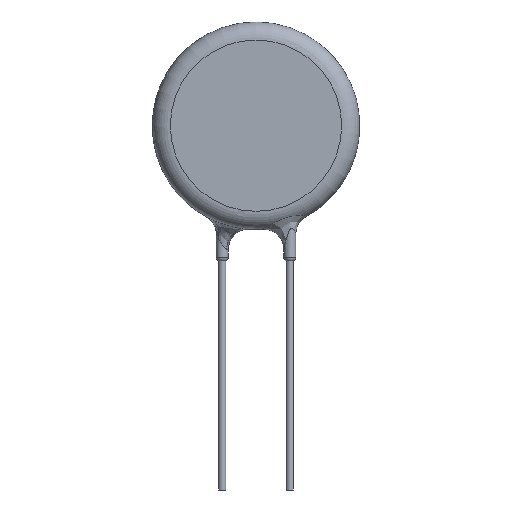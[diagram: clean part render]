
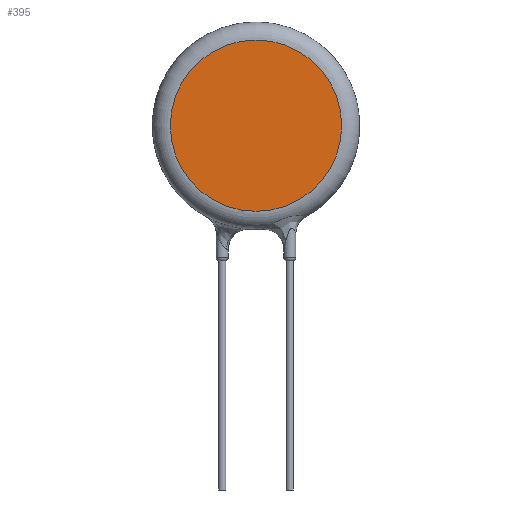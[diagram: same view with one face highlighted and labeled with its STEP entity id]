
A CAD part, front view. The second image highlights one B-rep face of the part: STEP entity #395.
In plain terms, the highlighted planar face has unit normal (0, -1, 0).
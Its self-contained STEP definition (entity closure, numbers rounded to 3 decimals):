
#395=ADVANCED_FACE('',(#396),#407,.F.);
#396=FACE_BOUND('',#397,.T.);
#397=EDGE_LOOP('',(#398));
#398=ORIENTED_EDGE('',*,*,#399,.T.);
#399=EDGE_CURVE('',#400,#400,#402,.F.);
#400=VERTEX_POINT('',#401);
#401=CARTESIAN_POINT('',(0.0,-2.8,49.9));
#402=CIRCLE('',#403,9.5);
#403=AXIS2_PLACEMENT_3D('',#404,#405,#406);
#404=CARTESIAN_POINT('',(0.0,-2.8,40.4));
#405=DIRECTION('',(0.0,1.0,0.0));
#406=DIRECTION('',(0.0,0.0,1.0));
#407=PLANE('',#408);
#408=AXIS2_PLACEMENT_3D('',#409,#410,#411);
#409=CARTESIAN_POINT('',(0.0,-2.8,40.4));
#410=DIRECTION('',(0.0,1.0,0.0));
#411=DIRECTION('',(0.0,0.0,1.0));
